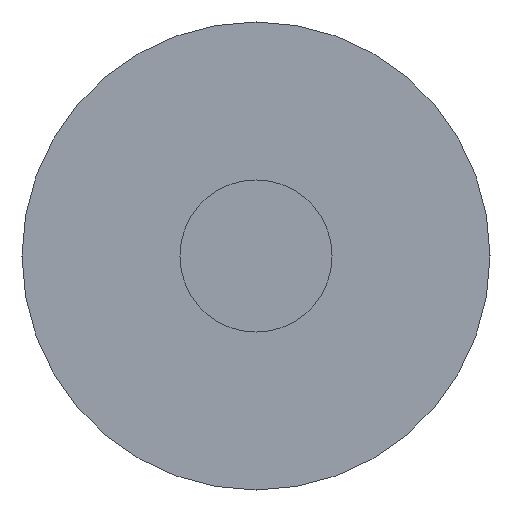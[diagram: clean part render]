
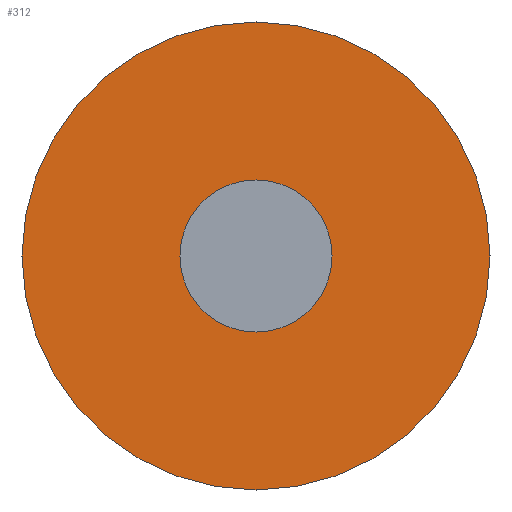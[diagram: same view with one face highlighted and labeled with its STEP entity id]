
A CAD part, front view. The second image highlights one B-rep face of the part: STEP entity #312.
In plain terms, the highlighted planar face has unit normal (0, -1, 0).
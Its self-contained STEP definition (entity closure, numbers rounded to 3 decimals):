
#1 = FACE_OUTER_BOUND ( 'NONE', #28, .T. ) ;
#24 = CARTESIAN_POINT ( 'NONE',  ( 0., -15., 0. ) ) ;
#28 = EDGE_LOOP ( 'NONE', ( #324, #204 ) ) ;
#34 = AXIS2_PLACEMENT_3D ( 'NONE', #285, #181, #101 ) ;
#50 = CIRCLE ( 'NONE', #58, 6. ) ;
#58 = AXIS2_PLACEMENT_3D ( 'NONE', #149, #66, #176 ) ;
#65 = EDGE_CURVE ( 'NONE', #156, #290, #289, .T. ) ;
#66 = DIRECTION ( 'NONE',  ( 0., 1., 0. ) ) ;
#82 = DIRECTION ( 'NONE',  ( 0., 0., 1. ) ) ;
#101 = DIRECTION ( 'NONE',  ( 0., 0., -1. ) ) ;
#109 = FACE_BOUND ( 'NONE', #130, .T. ) ;
#115 = ORIENTED_EDGE ( 'NONE', *, *, #271, .T. ) ;
#116 = AXIS2_PLACEMENT_3D ( 'NONE', #327, #195, #330 ) ;
#119 = CARTESIAN_POINT ( 'NONE',  ( 0., -15., 0. ) ) ;
#126 = EDGE_CURVE ( 'NONE', #290, #156, #50, .T. ) ;
#130 = EDGE_LOOP ( 'NONE', ( #115, #152 ) ) ;
#149 = CARTESIAN_POINT ( 'NONE',  ( 0., -15., 0. ) ) ;
#152 = ORIENTED_EDGE ( 'NONE', *, *, #212, .T. ) ;
#154 = DIRECTION ( 'NONE',  ( 0., 0., 1. ) ) ;
#156 = VERTEX_POINT ( 'NONE', #198 ) ;
#176 = DIRECTION ( 'NONE',  ( 0., 0., 1. ) ) ;
#178 = CIRCLE ( 'NONE', #116, 1.95 ) ;
#181 = DIRECTION ( 'NONE',  ( 0., -1., 0. ) ) ;
#184 = CIRCLE ( 'NONE', #322, 1.95 ) ;
#195 = DIRECTION ( 'NONE',  ( 0., 1., 0. ) ) ;
#198 = CARTESIAN_POINT ( 'NONE',  ( 0., -15., -6. ) ) ;
#203 = VERTEX_POINT ( 'NONE', #246 ) ;
#204 = ORIENTED_EDGE ( 'NONE', *, *, #65, .F. ) ;
#209 = AXIS2_PLACEMENT_3D ( 'NONE', #119, #216, #82 ) ;
#212 = EDGE_CURVE ( 'NONE', #263, #203, #178, .T. ) ;
#216 = DIRECTION ( 'NONE',  ( 0., 1., 0. ) ) ;
#246 = CARTESIAN_POINT ( 'NONE',  ( 0., -15., 1.95 ) ) ;
#252 = DIRECTION ( 'NONE',  ( 0., 1., 0. ) ) ;
#263 = VERTEX_POINT ( 'NONE', #288 ) ;
#271 = EDGE_CURVE ( 'NONE', #203, #263, #184, .T. ) ;
#285 = CARTESIAN_POINT ( 'NONE',  ( 0., -15., 6. ) ) ;
#288 = CARTESIAN_POINT ( 'NONE',  ( 0., -15., -1.95 ) ) ;
#289 = CIRCLE ( 'NONE', #209, 6. ) ;
#290 = VERTEX_POINT ( 'NONE', #314 ) ;
#311 = PLANE ( 'NONE',  #34 ) ;
#312 = ADVANCED_FACE ( 'NONE', ( #109, #1 ), #311, .T. ) ;
#314 = CARTESIAN_POINT ( 'NONE',  ( 0., -15., 6. ) ) ;
#322 = AXIS2_PLACEMENT_3D ( 'NONE', #24, #252, #154 ) ;
#324 = ORIENTED_EDGE ( 'NONE', *, *, #126, .F. ) ;
#327 = CARTESIAN_POINT ( 'NONE',  ( 0., -15., 0. ) ) ;
#330 = DIRECTION ( 'NONE',  ( 0., 0., 1. ) ) ;
